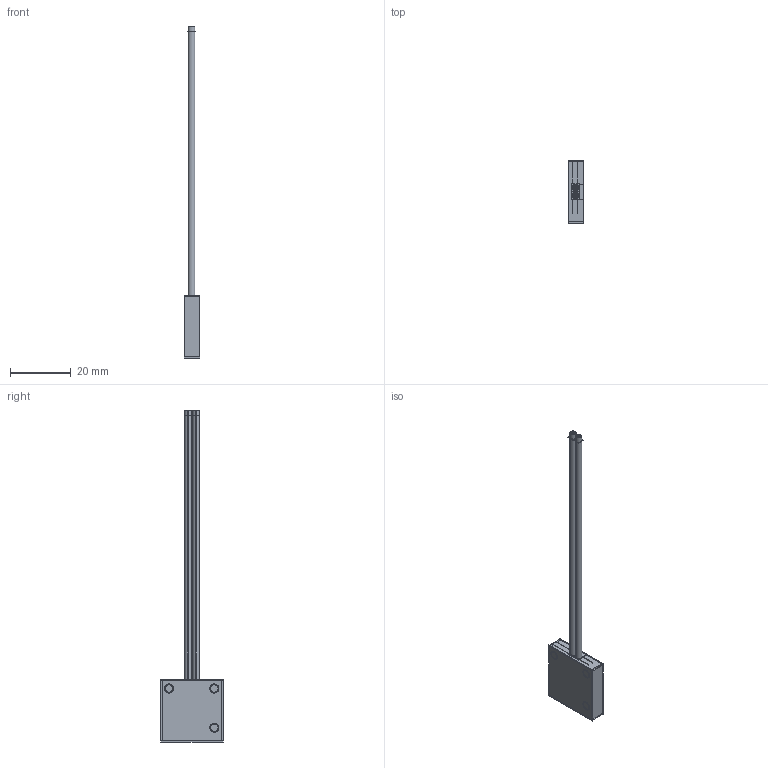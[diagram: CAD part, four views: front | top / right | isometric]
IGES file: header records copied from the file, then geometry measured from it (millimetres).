
Start section:  PTC IGES file: 193952.igs
Global section: file name: 193952.igs; native system: Creo Parametric by Parametric Technology Corporation; preprocessor: 2013230; author: pdmadmin; organization: Unknown; date: 20160309.105055; units: millimetre
Bounding box: 5.28 x 20.6 x 109.64 mm (x, y, z)
Volume: 2139.7 mm3; surface area: 28412.8 mm2
Topology: 18 solids, 21 shells, 548 faces, 2772 edges, 3554 vertices
Faces by surface type: revolution 312, bspline 236
